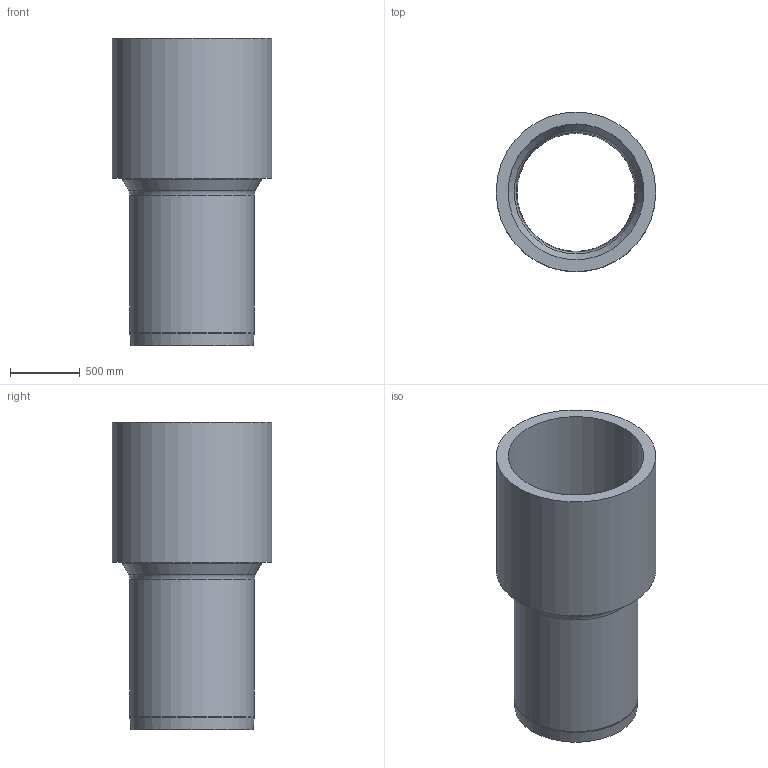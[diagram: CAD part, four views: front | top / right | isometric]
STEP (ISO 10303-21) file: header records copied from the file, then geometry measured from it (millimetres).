
FILE_DESCRIPTION(/* description */ (''),/* implementation_level */ '2;1');
FILE_NAME(/* name */ '08225.080C_3D.stp',/* time_stamp */ '2024-12-11T14:20:21+01:00',/* author */ ('CAD'),/* organization */ (''),/* preprocessor_version */ 'ST-DEVELOPER v20',/* originating_system */ 'AutoCAD Mechanical',/* authorisation */ '');
FILE_SCHEMA (('AUTOMOTIVE_DESIGN { 1 0 10303 214 3 1 1 }'));
Length unit declared in the file: centimetre
Products named in the file (2): Product; *S0
Assembly tree (1 placements, depth 2):
  Product
    *S0
Bounding box: 1143 x 1143 x 2200 mm (x, y, z)
Volume: 334498861.7 mm3; surface area: 13986264.4 mm2
Topology: 2 solids, 2 shells, 16 faces, 37 edges, 24 vertices
Faces by surface type: cone 5, cylinder 4, torus 4, plane 3
Full cylindrical faces by diameter (mm): 860 x1, 890 x1, 971.8 x1, 1143 x1
Entity records: 524 total; most frequent: DIRECTION 103, CARTESIAN_POINT 80, ORIENTED_EDGE 74, AXIS2_PLACEMENT_3D 47, EDGE_CURVE 37, CIRCLE 28, VERTEX_POINT 24, EDGE_LOOP 19
